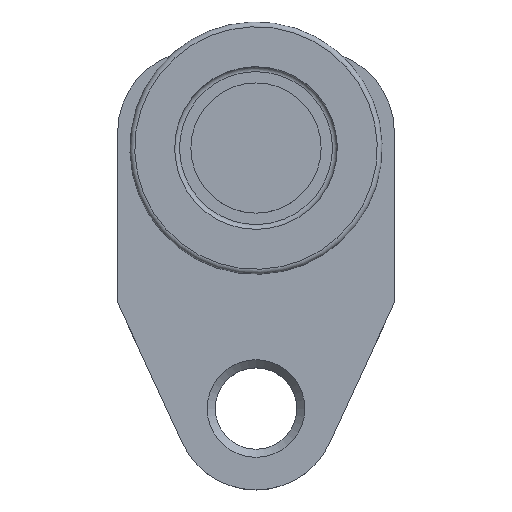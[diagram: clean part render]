
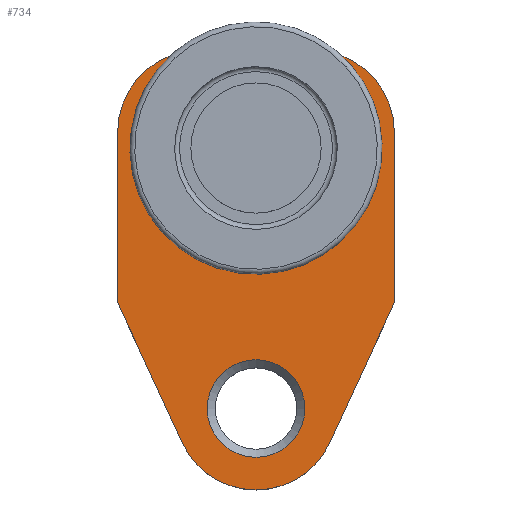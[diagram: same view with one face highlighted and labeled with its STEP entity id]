
A CAD part, top view. The second image highlights one B-rep face of the part: STEP entity #734.
In plain terms, the highlighted planar face has unit normal (0, 0, 1).
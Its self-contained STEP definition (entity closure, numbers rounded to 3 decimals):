
#51=FACE_BOUND('',#149,.T.);
#52=FACE_BOUND('',#150,.T.);
#66=PLANE('',#898);
#105=FACE_OUTER_BOUND('',#148,.T.);
#148=EDGE_LOOP('',(#532,#533,#534,#535,#536,#537,#538,#539));
#149=EDGE_LOOP('',(#540));
#150=EDGE_LOOP('',(#541));
#206=LINE('',#1310,#240);
#207=LINE('',#1314,#241);
#208=LINE('',#1316,#242);
#209=LINE('',#1320,#243);
#210=LINE('',#1323,#244);
#240=VECTOR('',#1033,10.);
#241=VECTOR('',#1036,10.);
#242=VECTOR('',#1037,10.);
#243=VECTOR('',#1040,10.);
#244=VECTOR('',#1043,10.);
#272=CIRCLE('',#893,3.);
#276=CIRCLE('',#899,5.);
#277=CIRCLE('',#900,5.);
#278=CIRCLE('',#901,5.);
#279=CIRCLE('',#902,5.);
#342=VERTEX_POINT('',#1296);
#346=VERTEX_POINT('',#1308);
#347=VERTEX_POINT('',#1309);
#348=VERTEX_POINT('',#1311);
#349=VERTEX_POINT('',#1313);
#350=VERTEX_POINT('',#1315);
#351=VERTEX_POINT('',#1317);
#352=VERTEX_POINT('',#1319);
#353=VERTEX_POINT('',#1321);
#354=VERTEX_POINT('',#1324);
#418=EDGE_CURVE('',#342,#342,#272,.T.);
#424=EDGE_CURVE('',#346,#347,#206,.T.);
#425=EDGE_CURVE('',#347,#348,#276,.T.);
#426=EDGE_CURVE('',#348,#349,#207,.T.);
#427=EDGE_CURVE('',#350,#349,#208,.T.);
#428=EDGE_CURVE('',#350,#351,#277,.T.);
#429=EDGE_CURVE('',#352,#351,#209,.T.);
#430=EDGE_CURVE('',#352,#353,#278,.T.);
#431=EDGE_CURVE('',#346,#353,#210,.T.);
#432=EDGE_CURVE('',#354,#354,#279,.T.);
#532=ORIENTED_EDGE('',*,*,#424,.T.);
#533=ORIENTED_EDGE('',*,*,#425,.T.);
#534=ORIENTED_EDGE('',*,*,#426,.T.);
#535=ORIENTED_EDGE('',*,*,#427,.F.);
#536=ORIENTED_EDGE('',*,*,#428,.T.);
#537=ORIENTED_EDGE('',*,*,#429,.F.);
#538=ORIENTED_EDGE('',*,*,#430,.T.);
#539=ORIENTED_EDGE('',*,*,#431,.F.);
#540=ORIENTED_EDGE('',*,*,#432,.T.);
#541=ORIENTED_EDGE('',*,*,#418,.F.);
#734=ADVANCED_FACE('',(#105,#51,#52),#66,.T.);
#893=AXIS2_PLACEMENT_3D('',#1297,#1019,#1020);
#898=AXIS2_PLACEMENT_3D('',#1307,#1031,#1032);
#899=AXIS2_PLACEMENT_3D('',#1312,#1034,#1035);
#900=AXIS2_PLACEMENT_3D('',#1318,#1038,#1039);
#901=AXIS2_PLACEMENT_3D('',#1322,#1041,#1042);
#902=AXIS2_PLACEMENT_3D('',#1325,#1044,#1045);
#1019=DIRECTION('center_axis',(0.,0.,1.));
#1020=DIRECTION('ref_axis',(-1.,0.,0.));
#1031=DIRECTION('center_axis',(0.,0.,1.));
#1032=DIRECTION('ref_axis',(1.,0.,0.));
#1033=DIRECTION('',(0.418,-0.908,0.));
#1034=DIRECTION('center_axis',(0.,0.,1.));
#1035=DIRECTION('ref_axis',(1.,0.,0.));
#1036=DIRECTION('',(0.418,0.908,0.));
#1037=DIRECTION('',(0.,-1.,0.));
#1038=DIRECTION('center_axis',(0.,0.,1.));
#1039=DIRECTION('ref_axis',(-1.,0.,0.));
#1040=DIRECTION('',(1.,0.,0.));
#1041=DIRECTION('center_axis',(0.,0.,1.));
#1042=DIRECTION('ref_axis',(0.,-1.,0.));
#1043=DIRECTION('',(0.,1.,0.));
#1044=DIRECTION('center_axis',(0.,0.,-1.));
#1045=DIRECTION('ref_axis',(-1.,0.,0.));
#1296=CARTESIAN_POINT('',(11.5,5.,3.5));
#1297=CARTESIAN_POINT('Origin',(8.5,5.,3.5));
#1307=CARTESIAN_POINT('Origin',(8.5,13.5,3.5));
#1308=CARTESIAN_POINT('',(0.,11.5,3.5));
#1309=CARTESIAN_POINT('',(3.959,2.908,3.5));
#1310=CARTESIAN_POINT('',(2.344,6.413,3.5));
#1311=CARTESIAN_POINT('',(13.041,2.908,3.5));
#1312=CARTESIAN_POINT('Origin',(8.5,5.,3.5));
#1313=CARTESIAN_POINT('',(17.,11.5,3.5));
#1314=CARTESIAN_POINT('',(16.636,10.71,3.5));
#1315=CARTESIAN_POINT('',(17.,22.,3.5));
#1316=CARTESIAN_POINT('',(17.,0.,3.5));
#1317=CARTESIAN_POINT('',(12.,27.,3.5));
#1318=CARTESIAN_POINT('Origin',(12.,22.,3.5));
#1319=CARTESIAN_POINT('',(5.,27.,3.5));
#1320=CARTESIAN_POINT('',(17.,27.,3.5));
#1321=CARTESIAN_POINT('',(0.,22.,3.5));
#1322=CARTESIAN_POINT('Origin',(5.,22.,3.5));
#1323=CARTESIAN_POINT('',(0.,27.,3.5));
#1324=CARTESIAN_POINT('',(13.5,21.,3.5));
#1325=CARTESIAN_POINT('Origin',(8.5,21.,3.5));
